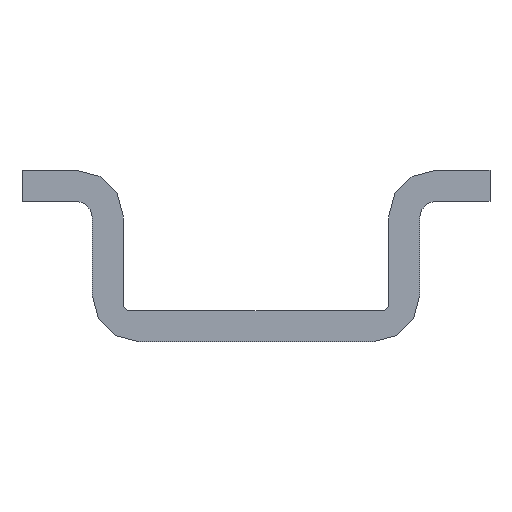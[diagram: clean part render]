
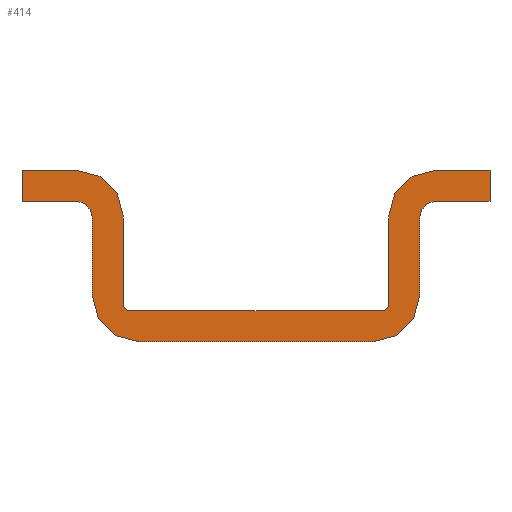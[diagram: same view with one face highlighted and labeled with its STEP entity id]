
A CAD part, front view. The second image highlights one B-rep face of the part: STEP entity #414.
In plain terms, the highlighted planar face has unit normal (0, -1, 0).
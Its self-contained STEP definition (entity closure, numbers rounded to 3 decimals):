
#20=PLANE('',#467);
#38=FACE_OUTER_BOUND('',#60,.T.);
#60=EDGE_LOOP('',(#313,#314,#315,#316,#317,#318,#319,#320,#321,#322,#323,
#324,#325,#326,#327,#328,#329,#330,#331,#332));
#76=LINE('',#624,#120);
#80=LINE('',#636,#124);
#83=LINE('',#642,#127);
#86=LINE('',#648,#130);
#90=LINE('',#660,#134);
#93=LINE('',#670,#137);
#94=LINE('',#672,#138);
#95=LINE('',#676,#139);
#96=LINE('',#680,#140);
#97=LINE('',#682,#141);
#98=LINE('',#684,#142);
#99=LINE('',#688,#143);
#120=VECTOR('',#501,10.);
#124=VECTOR('',#513,10.);
#127=VECTOR('',#518,10.);
#130=VECTOR('',#523,10.);
#134=VECTOR('',#535,10.);
#137=VECTOR('',#546,10.);
#138=VECTOR('',#547,10.);
#139=VECTOR('',#550,10.);
#140=VECTOR('',#553,10.);
#141=VECTOR('',#554,10.);
#142=VECTOR('',#555,10.);
#143=VECTOR('',#558,10.);
#162=CIRCLE('',#452,0.2);
#164=CIRCLE('',#456,1.5);
#166=CIRCLE('',#462,0.5);
#168=CIRCLE('',#466,1.5);
#169=CIRCLE('',#468,0.2);
#170=CIRCLE('',#469,1.5);
#171=CIRCLE('',#470,0.5);
#172=CIRCLE('',#471,1.5);
#179=VERTEX_POINT('',#615);
#180=VERTEX_POINT('',#617);
#182=VERTEX_POINT('',#623);
#184=VERTEX_POINT('',#629);
#186=VERTEX_POINT('',#635);
#188=VERTEX_POINT('',#641);
#190=VERTEX_POINT('',#647);
#192=VERTEX_POINT('',#653);
#194=VERTEX_POINT('',#659);
#196=VERTEX_POINT('',#665);
#197=VERTEX_POINT('',#669);
#198=VERTEX_POINT('',#671);
#199=VERTEX_POINT('',#673);
#200=VERTEX_POINT('',#675);
#201=VERTEX_POINT('',#677);
#202=VERTEX_POINT('',#679);
#203=VERTEX_POINT('',#681);
#204=VERTEX_POINT('',#683);
#205=VERTEX_POINT('',#685);
#206=VERTEX_POINT('',#687);
#219=EDGE_CURVE('',#180,#179,#162,.T.);
#222=EDGE_CURVE('',#182,#180,#76,.T.);
#225=EDGE_CURVE('',#184,#182,#164,.T.);
#228=EDGE_CURVE('',#186,#184,#80,.T.);
#231=EDGE_CURVE('',#188,#186,#83,.T.);
#234=EDGE_CURVE('',#190,#188,#86,.T.);
#237=EDGE_CURVE('',#192,#190,#166,.T.);
#240=EDGE_CURVE('',#194,#192,#90,.T.);
#243=EDGE_CURVE('',#196,#194,#168,.T.);
#245=EDGE_CURVE('',#196,#197,#93,.T.);
#246=EDGE_CURVE('',#179,#198,#94,.T.);
#247=EDGE_CURVE('',#199,#198,#169,.T.);
#248=EDGE_CURVE('',#200,#199,#95,.T.);
#249=EDGE_CURVE('',#201,#200,#170,.T.);
#250=EDGE_CURVE('',#202,#201,#96,.T.);
#251=EDGE_CURVE('',#203,#202,#97,.T.);
#252=EDGE_CURVE('',#204,#203,#98,.T.);
#253=EDGE_CURVE('',#205,#204,#171,.T.);
#254=EDGE_CURVE('',#206,#205,#99,.T.);
#255=EDGE_CURVE('',#197,#206,#172,.T.);
#313=ORIENTED_EDGE('',*,*,#245,.F.);
#314=ORIENTED_EDGE('',*,*,#243,.T.);
#315=ORIENTED_EDGE('',*,*,#240,.T.);
#316=ORIENTED_EDGE('',*,*,#237,.T.);
#317=ORIENTED_EDGE('',*,*,#234,.T.);
#318=ORIENTED_EDGE('',*,*,#231,.T.);
#319=ORIENTED_EDGE('',*,*,#228,.T.);
#320=ORIENTED_EDGE('',*,*,#225,.T.);
#321=ORIENTED_EDGE('',*,*,#222,.T.);
#322=ORIENTED_EDGE('',*,*,#219,.T.);
#323=ORIENTED_EDGE('',*,*,#246,.T.);
#324=ORIENTED_EDGE('',*,*,#247,.F.);
#325=ORIENTED_EDGE('',*,*,#248,.F.);
#326=ORIENTED_EDGE('',*,*,#249,.F.);
#327=ORIENTED_EDGE('',*,*,#250,.F.);
#328=ORIENTED_EDGE('',*,*,#251,.F.);
#329=ORIENTED_EDGE('',*,*,#252,.F.);
#330=ORIENTED_EDGE('',*,*,#253,.F.);
#331=ORIENTED_EDGE('',*,*,#254,.F.);
#332=ORIENTED_EDGE('',*,*,#255,.F.);
#414=ADVANCED_FACE('',(#38),#20,.F.);
#452=AXIS2_PLACEMENT_3D('',#618,#495,#496);
#456=AXIS2_PLACEMENT_3D('',#630,#507,#508);
#462=AXIS2_PLACEMENT_3D('',#654,#529,#530);
#466=AXIS2_PLACEMENT_3D('',#666,#541,#542);
#467=AXIS2_PLACEMENT_3D('',#668,#544,#545);
#468=AXIS2_PLACEMENT_3D('',#674,#548,#549);
#469=AXIS2_PLACEMENT_3D('',#678,#551,#552);
#470=AXIS2_PLACEMENT_3D('',#686,#556,#557);
#471=AXIS2_PLACEMENT_3D('',#689,#559,#560);
#495=DIRECTION('center_axis',(0.,1.,0.));
#496=DIRECTION('ref_axis',(0.,0.,-1.));
#501=DIRECTION('',(0.,0.,-1.));
#507=DIRECTION('center_axis',(0.,-1.,0.));
#508=DIRECTION('ref_axis',(0.,0.,-1.));
#513=DIRECTION('',(-1.,0.,0.));
#518=DIRECTION('',(0.,0.,1.));
#523=DIRECTION('',(1.,0.,0.));
#529=DIRECTION('center_axis',(0.,1.,0.));
#530=DIRECTION('ref_axis',(0.,0.,1.));
#535=DIRECTION('',(0.,0.,1.));
#541=DIRECTION('center_axis',(0.,-1.,0.));
#542=DIRECTION('ref_axis',(0.,0.,1.));
#544=DIRECTION('center_axis',(0.,1.,0.));
#545=DIRECTION('ref_axis',(0.,0.,1.));
#546=DIRECTION('',(-1.,0.,0.));
#547=DIRECTION('',(-1.,0.,0.));
#548=DIRECTION('center_axis',(0.,-1.,0.));
#549=DIRECTION('ref_axis',(0.,0.,-1.));
#550=DIRECTION('',(0.,0.,-1.));
#551=DIRECTION('center_axis',(0.,1.,0.));
#552=DIRECTION('ref_axis',(0.,0.,-1.));
#553=DIRECTION('',(1.,0.,0.));
#554=DIRECTION('',(0.,0.,1.));
#555=DIRECTION('',(-1.,0.,0.));
#556=DIRECTION('center_axis',(0.,-1.,0.));
#557=DIRECTION('ref_axis',(0.,0.,1.));
#558=DIRECTION('',(0.,0.,1.));
#559=DIRECTION('center_axis',(0.,1.,0.));
#560=DIRECTION('ref_axis',(0.,0.,1.));
#615=CARTESIAN_POINT('',(4.05,-1000.,1.));
#617=CARTESIAN_POINT('',(4.25,-1000.,1.2));
#618=CARTESIAN_POINT('Origin',(4.05,-1000.,1.2));
#623=CARTESIAN_POINT('',(4.25,-1000.,4.));
#624=CARTESIAN_POINT('',(4.25,-1000.,1.2));
#629=CARTESIAN_POINT('',(5.75,-1000.,5.5));
#630=CARTESIAN_POINT('Origin',(5.75,-1000.,4.));
#635=CARTESIAN_POINT('',(7.5,-1000.,5.5));
#636=CARTESIAN_POINT('',(5.75,-1000.,5.5));
#641=CARTESIAN_POINT('',(7.5,-1000.,4.5));
#642=CARTESIAN_POINT('',(7.5,-1000.,5.5));
#647=CARTESIAN_POINT('',(5.75,-1000.,4.5));
#648=CARTESIAN_POINT('',(7.5,-1000.,4.5));
#653=CARTESIAN_POINT('',(5.25,-1000.,4.));
#654=CARTESIAN_POINT('Origin',(5.75,-1000.,4.));
#659=CARTESIAN_POINT('',(5.25,-1000.,1.5));
#660=CARTESIAN_POINT('',(5.25,-1000.,4.));
#665=CARTESIAN_POINT('',(3.75,-1000.,0.));
#666=CARTESIAN_POINT('Origin',(3.75,-1000.,1.5));
#668=CARTESIAN_POINT('Origin',(-4.052,-1000.,2.371));
#669=CARTESIAN_POINT('',(-3.75,-1000.,0.));
#670=CARTESIAN_POINT('',(-3.75,-1000.,0.));
#671=CARTESIAN_POINT('',(-4.05,-1000.,1.));
#672=CARTESIAN_POINT('',(0.,-1000.,1.));
#673=CARTESIAN_POINT('',(-4.25,-1000.,1.2));
#674=CARTESIAN_POINT('Origin',(-4.05,-1000.,1.2));
#675=CARTESIAN_POINT('',(-4.25,-1000.,4.));
#676=CARTESIAN_POINT('',(-4.25,-1000.,1.2));
#677=CARTESIAN_POINT('',(-5.75,-1000.,5.5));
#678=CARTESIAN_POINT('Origin',(-5.75,-1000.,4.));
#679=CARTESIAN_POINT('',(-7.5,-1000.,5.5));
#680=CARTESIAN_POINT('',(-5.75,-1000.,5.5));
#681=CARTESIAN_POINT('',(-7.5,-1000.,4.5));
#682=CARTESIAN_POINT('',(-7.5,-1000.,5.5));
#683=CARTESIAN_POINT('',(-5.75,-1000.,4.5));
#684=CARTESIAN_POINT('',(-7.5,-1000.,4.5));
#685=CARTESIAN_POINT('',(-5.25,-1000.,4.));
#686=CARTESIAN_POINT('Origin',(-5.75,-1000.,4.));
#687=CARTESIAN_POINT('',(-5.25,-1000.,1.5));
#688=CARTESIAN_POINT('',(-5.25,-1000.,4.));
#689=CARTESIAN_POINT('Origin',(-3.75,-1000.,1.5));
